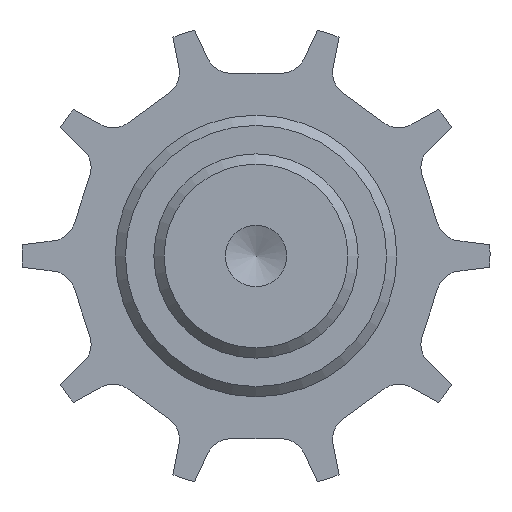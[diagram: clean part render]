
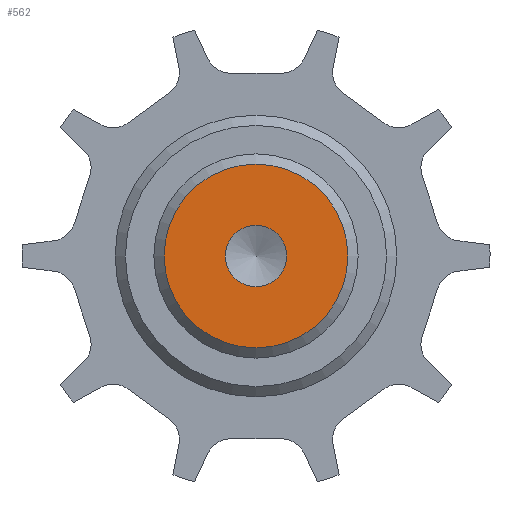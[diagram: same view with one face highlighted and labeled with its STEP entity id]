
A CAD part, front view. The second image highlights one B-rep face of the part: STEP entity #562.
In plain terms, the highlighted planar face has unit normal (0, -1, 0).
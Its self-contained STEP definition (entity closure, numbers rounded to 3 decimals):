
#15 = DIRECTION ( 'NONE',  ( 0., 0., 1. ) ) ;
#89 = CIRCLE ( 'NONE', #1950, 0.6 ) ;
#315 = EDGE_LOOP ( 'NONE', ( #1880 ) ) ;
#417 = DIRECTION ( 'NONE',  ( 0., 0., -1. ) ) ;
#452 = FACE_BOUND ( 'NONE', #315, .T. ) ;
#562 = ADVANCED_FACE ( 'NONE', ( #452, #1390 ), #1143, .F. ) ;
#598 = DIRECTION ( 'NONE',  ( 0., -1., 0. ) ) ;
#618 = DIRECTION ( 'NONE',  ( 0., 0., 1. ) ) ;
#933 = EDGE_LOOP ( 'NONE', ( #1685 ) ) ;
#975 = EDGE_CURVE ( 'NONE', #1116, #1116, #1335, .T. ) ;
#999 = CARTESIAN_POINT ( 'NONE',  ( 0., 0., -0.6 ) ) ;
#1116 = VERTEX_POINT ( 'NONE', #1708 ) ;
#1126 = CARTESIAN_POINT ( 'NONE',  ( 0., 0., 0. ) ) ;
#1143 = PLANE ( 'NONE',  #1231 ) ;
#1155 = DIRECTION ( 'NONE',  ( 0., 1., 0. ) ) ;
#1231 = AXIS2_PLACEMENT_3D ( 'NONE', #1337, #1155, #618 ) ;
#1335 = CIRCLE ( 'NONE', #2382, 1.795 ) ;
#1337 = CARTESIAN_POINT ( 'NONE',  ( 0., 0., 0. ) ) ;
#1390 = FACE_OUTER_BOUND ( 'NONE', #933, .T. ) ;
#1474 = EDGE_CURVE ( 'NONE', #1744, #1744, #89, .T. ) ;
#1508 = DIRECTION ( 'NONE',  ( 0., -1., 0. ) ) ;
#1685 = ORIENTED_EDGE ( 'NONE', *, *, #975, .T. ) ;
#1708 = CARTESIAN_POINT ( 'NONE',  ( 0., 0., 1.795 ) ) ;
#1744 = VERTEX_POINT ( 'NONE', #999 ) ;
#1847 = CARTESIAN_POINT ( 'NONE',  ( 0., 0., 0. ) ) ;
#1880 = ORIENTED_EDGE ( 'NONE', *, *, #1474, .F. ) ;
#1950 = AXIS2_PLACEMENT_3D ( 'NONE', #1847, #1508, #417 ) ;
#2382 = AXIS2_PLACEMENT_3D ( 'NONE', #1126, #598, #15 ) ;
